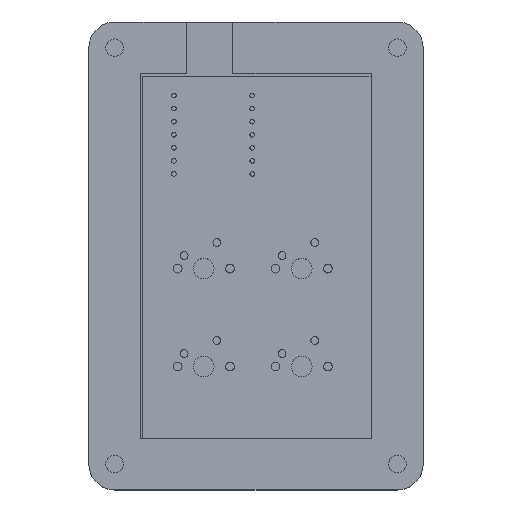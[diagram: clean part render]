
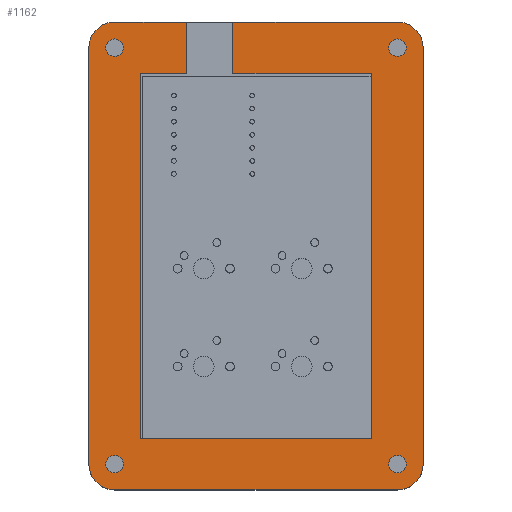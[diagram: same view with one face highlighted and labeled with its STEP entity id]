
A CAD part, top view. The second image highlights one B-rep face of the part: STEP entity #1162.
In plain terms, the highlighted planar face has unit normal (0, 0, 1).
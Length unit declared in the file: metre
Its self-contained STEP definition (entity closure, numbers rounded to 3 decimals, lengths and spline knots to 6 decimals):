
#68=CIRCLE('',#1260,0.005);
#69=CIRCLE('',#1261,0.005);
#70=CIRCLE('',#1262,0.005);
#71=CIRCLE('',#1263,0.005);
#72=CIRCLE('',#1264,0.0017);
#73=CIRCLE('',#1265,0.0017);
#74=CIRCLE('',#1266,0.0017);
#75=CIRCLE('',#1267,0.0017);
#196=ORIENTED_EDGE('',*,*,#426,.F.);
#197=ORIENTED_EDGE('',*,*,#460,.T.);
#198=ORIENTED_EDGE('',*,*,#451,.T.);
#199=ORIENTED_EDGE('',*,*,#461,.T.);
#200=ORIENTED_EDGE('',*,*,#455,.T.);
#201=ORIENTED_EDGE('',*,*,#462,.T.);
#202=ORIENTED_EDGE('',*,*,#458,.F.);
#203=ORIENTED_EDGE('',*,*,#463,.T.);
#204=ORIENTED_EDGE('',*,*,#430,.F.);
#205=ORIENTED_EDGE('',*,*,#464,.T.);
#206=ORIENTED_EDGE('',*,*,#423,.T.);
#207=ORIENTED_EDGE('',*,*,#450,.T.);
#208=ORIENTED_EDGE('',*,*,#447,.F.);
#209=ORIENTED_EDGE('',*,*,#444,.F.);
#210=ORIENTED_EDGE('',*,*,#441,.T.);
#211=ORIENTED_EDGE('',*,*,#465,.F.);
#212=ORIENTED_EDGE('',*,*,#466,.T.);
#213=ORIENTED_EDGE('',*,*,#467,.T.);
#214=ORIENTED_EDGE('',*,*,#468,.T.);
#215=ORIENTED_EDGE('',*,*,#469,.T.);
#423=EDGE_CURVE('',#557,#559,#675,.T.);
#426=EDGE_CURVE('',#562,#563,#678,.T.);
#430=EDGE_CURVE('',#566,#567,#682,.T.);
#441=EDGE_CURVE('',#577,#576,#689,.T.);
#444=EDGE_CURVE('',#577,#579,#692,.T.);
#447=EDGE_CURVE('',#579,#581,#695,.T.);
#450=EDGE_CURVE('',#559,#581,#698,.T.);
#451=EDGE_CURVE('',#582,#583,#699,.T.);
#455=EDGE_CURVE('',#585,#584,#703,.T.);
#458=EDGE_CURVE('',#586,#587,#706,.T.);
#460=EDGE_CURVE('',#562,#582,#68,.T.);
#461=EDGE_CURVE('',#583,#585,#69,.T.);
#462=EDGE_CURVE('',#584,#587,#70,.T.);
#463=EDGE_CURVE('',#586,#567,#71,.T.);
#464=EDGE_CURVE('',#566,#557,#708,.T.);
#465=EDGE_CURVE('',#563,#576,#709,.T.);
#466=EDGE_CURVE('',#588,#588,#72,.T.);
#467=EDGE_CURVE('',#589,#589,#73,.T.);
#468=EDGE_CURVE('',#590,#590,#74,.T.);
#469=EDGE_CURVE('',#591,#591,#75,.T.);
#557=VERTEX_POINT('',#1759);
#559=VERTEX_POINT('',#1763);
#562=VERTEX_POINT('',#1770);
#563=VERTEX_POINT('',#1772);
#566=VERTEX_POINT('',#1778);
#567=VERTEX_POINT('',#1780);
#576=VERTEX_POINT('',#1801);
#577=VERTEX_POINT('',#1803);
#579=VERTEX_POINT('',#1809);
#581=VERTEX_POINT('',#1815);
#582=VERTEX_POINT('',#1822);
#583=VERTEX_POINT('',#1823);
#584=VERTEX_POINT('',#1828);
#585=VERTEX_POINT('',#1830);
#586=VERTEX_POINT('',#1834);
#587=VERTEX_POINT('',#1836);
#588=VERTEX_POINT('',#1846);
#589=VERTEX_POINT('',#1848);
#590=VERTEX_POINT('',#1850);
#591=VERTEX_POINT('',#1852);
#675=LINE('',#1764,#727);
#678=LINE('',#1771,#730);
#682=LINE('',#1779,#734);
#689=LINE('',#1802,#741);
#692=LINE('',#1808,#744);
#695=LINE('',#1814,#747);
#698=LINE('',#1819,#750);
#699=LINE('',#1821,#751);
#703=LINE('',#1829,#755);
#706=LINE('',#1835,#758);
#708=LINE('',#1843,#760);
#709=LINE('',#1844,#761);
#727=VECTOR('',#1404,1.);
#730=VECTOR('',#1409,1.);
#734=VECTOR('',#1413,1.);
#741=VECTOR('',#1432,1.);
#744=VECTOR('',#1437,1.);
#747=VECTOR('',#1442,1.);
#750=VECTOR('',#1447,1.);
#751=VECTOR('',#1450,1.);
#755=VECTOR('',#1456,1.);
#758=VECTOR('',#1461,1.);
#760=VECTOR('',#1473,1.);
#761=VECTOR('',#1474,1.);
#786=EDGE_LOOP('',(#196,#197,#198,#199,#200,#201,#202,#203,#204,#205,#206,
#207,#208,#209,#210,#211));
#787=EDGE_LOOP('',(#212));
#788=EDGE_LOOP('',(#213));
#789=EDGE_LOOP('',(#214));
#790=EDGE_LOOP('',(#215));
#962=FACE_BOUND('',#786,.T.);
#963=FACE_BOUND('',#787,.T.);
#964=FACE_BOUND('',#788,.T.);
#965=FACE_BOUND('',#789,.T.);
#966=FACE_BOUND('',#790,.T.);
#1138=PLANE('',#1259);
#1162=ADVANCED_FACE('',(#962,#963,#964,#965,#966),#1138,.T.);
#1259=AXIS2_PLACEMENT_3D('',#1838,#1463,#1464);
#1260=AXIS2_PLACEMENT_3D('',#1839,#1465,#1466);
#1261=AXIS2_PLACEMENT_3D('',#1840,#1467,#1468);
#1262=AXIS2_PLACEMENT_3D('',#1841,#1469,#1470);
#1263=AXIS2_PLACEMENT_3D('',#1842,#1471,#1472);
#1264=AXIS2_PLACEMENT_3D('',#1845,#1475,#1476);
#1265=AXIS2_PLACEMENT_3D('',#1847,#1477,#1478);
#1266=AXIS2_PLACEMENT_3D('',#1849,#1479,#1480);
#1267=AXIS2_PLACEMENT_3D('',#1851,#1481,#1482);
#1404=DIRECTION('',(1.,0.,0.));
#1409=DIRECTION('',(1.,0.,0.));
#1413=DIRECTION('',(1.,0.,0.));
#1432=DIRECTION('',(1.,0.,0.));
#1437=DIRECTION('',(0.,-1.,0.));
#1442=DIRECTION('',(1.,0.,0.));
#1447=DIRECTION('',(0.,-1.,0.));
#1450=DIRECTION('',(0.,-1.,0.));
#1456=DIRECTION('',(1.,0.,0.));
#1461=DIRECTION('',(0.,-1.,0.));
#1463=DIRECTION('',(0.,0.,1.));
#1464=DIRECTION('',(1.,0.,0.));
#1465=DIRECTION('',(0.,0.,1.));
#1466=DIRECTION('',(1.,0.,0.));
#1467=DIRECTION('',(0.,0.,1.));
#1468=DIRECTION('',(1.,0.,0.));
#1469=DIRECTION('',(0.,0.,1.));
#1470=DIRECTION('',(1.,0.,0.));
#1471=DIRECTION('',(0.,0.,1.));
#1472=DIRECTION('',(1.,0.,0.));
#1473=DIRECTION('',(0.,-1.,0.));
#1474=DIRECTION('',(0.,-1.,0.));
#1475=DIRECTION('',(0.,0.,-1.));
#1476=DIRECTION('',(-1.,0.,0.));
#1477=DIRECTION('',(0.,0.,-1.));
#1478=DIRECTION('',(-1.,0.,0.));
#1479=DIRECTION('',(0.,0.,-1.));
#1480=DIRECTION('',(-1.,0.,0.));
#1481=DIRECTION('',(0.,0.,-1.));
#1482=DIRECTION('',(-1.,0.,0.));
#1759=CARTESIAN_POINT('',(-0.026185,0.043052,0.013));
#1763=CARTESIAN_POINT('',(0.000815,0.043052,0.013));
#1764=CARTESIAN_POINT('',(-0.021685,0.043052,0.013));
#1770=CARTESIAN_POINT('',(-0.049185,0.053052,0.013));
#1771=CARTESIAN_POINT('',(-0.021685,0.053052,0.013));
#1772=CARTESIAN_POINT('',(-0.035185,0.053052,0.013));
#1778=CARTESIAN_POINT('',(-0.026185,0.053052,0.013));
#1779=CARTESIAN_POINT('',(-0.021685,0.053052,0.013));
#1780=CARTESIAN_POINT('',(0.005815,0.053052,0.013));
#1801=CARTESIAN_POINT('',(-0.035185,0.043052,0.013));
#1802=CARTESIAN_POINT('',(-0.021685,0.043052,0.013));
#1803=CARTESIAN_POINT('',(-0.044185,0.043052,0.013));
#1808=CARTESIAN_POINT('',(-0.044185,0.007552,0.013));
#1809=CARTESIAN_POINT('',(-0.044185,-0.027948,0.013));
#1814=CARTESIAN_POINT('',(-0.021685,-0.027948,0.013));
#1815=CARTESIAN_POINT('',(0.000815,-0.027948,0.013));
#1819=CARTESIAN_POINT('',(0.000815,0.007552,0.013));
#1821=CARTESIAN_POINT('',(-0.054185,0.007552,0.013));
#1822=CARTESIAN_POINT('',(-0.054185,0.048052,0.013));
#1823=CARTESIAN_POINT('',(-0.054185,-0.032948,0.013));
#1828=CARTESIAN_POINT('',(0.005815,-0.037948,0.013));
#1829=CARTESIAN_POINT('',(-0.021685,-0.037948,0.013));
#1830=CARTESIAN_POINT('',(-0.049185,-0.037948,0.013));
#1834=CARTESIAN_POINT('',(0.010815,0.048052,0.013));
#1835=CARTESIAN_POINT('',(0.010815,0.007552,0.013));
#1836=CARTESIAN_POINT('',(0.010815,-0.032948,0.013));
#1838=CARTESIAN_POINT('',(-0.021685,0.007552,0.013));
#1839=CARTESIAN_POINT('',(-0.049185,0.048052,0.013));
#1840=CARTESIAN_POINT('',(-0.049185,-0.032948,0.013));
#1841=CARTESIAN_POINT('',(0.005815,-0.032948,0.013));
#1842=CARTESIAN_POINT('',(0.005815,0.048052,0.013));
#1843=CARTESIAN_POINT('',(-0.026185,0.048052,0.013));
#1844=CARTESIAN_POINT('',(-0.035185,0.048052,0.013));
#1845=CARTESIAN_POINT('',(-0.049185,-0.032948,0.013));
#1846=CARTESIAN_POINT('',(-0.050885,-0.032948,0.013));
#1847=CARTESIAN_POINT('',(0.005815,-0.032948,0.013));
#1848=CARTESIAN_POINT('',(0.004115,-0.032948,0.013));
#1849=CARTESIAN_POINT('',(0.005815,0.048052,0.013));
#1850=CARTESIAN_POINT('',(0.004115,0.048052,0.013));
#1851=CARTESIAN_POINT('',(-0.049185,0.048052,0.013));
#1852=CARTESIAN_POINT('',(-0.050885,0.048052,0.013));
